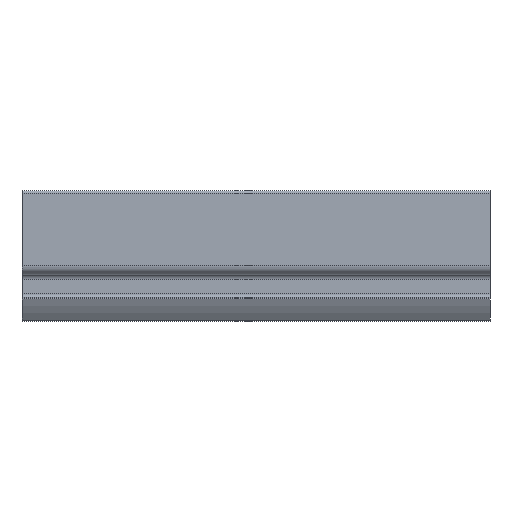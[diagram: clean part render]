
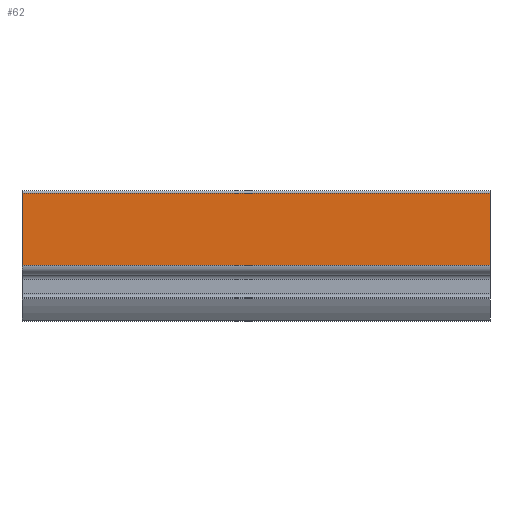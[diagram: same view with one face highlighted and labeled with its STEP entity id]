
A CAD part, left-side view. The second image highlights one B-rep face of the part: STEP entity #62.
In plain terms, the highlighted planar face has unit normal (-1, 0, 0).
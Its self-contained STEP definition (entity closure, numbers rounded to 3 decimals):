
#62 = ADVANCED_FACE( '', ( #146 ), #147, .T. );
#146 = FACE_OUTER_BOUND( '', #249, .T. );
#147 = PLANE( '', #250 );
#249 = EDGE_LOOP( '', ( #361, #362, #363, #364 ) );
#250 = AXIS2_PLACEMENT_3D( '', #365, #366, #367 );
#361 = ORIENTED_EDGE( '', *, *, #660, .F. );
#362 = ORIENTED_EDGE( '', *, *, #661, .F. );
#363 = ORIENTED_EDGE( '', *, *, #662, .T. );
#364 = ORIENTED_EDGE( '', *, *, #663, .T. );
#365 = CARTESIAN_POINT( '', ( -8.2, 100., 13.4 ) );
#366 = DIRECTION( '', ( -1., 0., 0. ) );
#367 = DIRECTION( '', ( 0., 0., 1. ) );
#660 = EDGE_CURVE( '', #794, #795, #796, .T. );
#661 = EDGE_CURVE( '', #797, #794, #798, .T. );
#662 = EDGE_CURVE( '', #797, #799, #800, .T. );
#663 = EDGE_CURVE( '', #799, #795, #801, .T. );
#794 = VERTEX_POINT( '', #988 );
#795 = VERTEX_POINT( '', #989 );
#796 = LINE( '', #990, #991 );
#797 = VERTEX_POINT( '', #992 );
#798 = LINE( '', #993, #994 );
#799 = VERTEX_POINT( '', #995 );
#800 = LINE( '', #996, #997 );
#801 = LINE( '', #998, #999 );
#988 = CARTESIAN_POINT( '', ( -8.2, 0., 13.4 ) );
#989 = CARTESIAN_POINT( '', ( -8.2, 0., -2. ) );
#990 = CARTESIAN_POINT( '', ( -8.2, 0., 13.4 ) );
#991 = VECTOR( '', #1198, 1000. );
#992 = CARTESIAN_POINT( '', ( -8.2, 100., 13.4 ) );
#993 = CARTESIAN_POINT( '', ( -8.2, 100., 13.4 ) );
#994 = VECTOR( '', #1199, 1000. );
#995 = CARTESIAN_POINT( '', ( -8.2, 100., -2. ) );
#996 = CARTESIAN_POINT( '', ( -8.2, 100., 13.4 ) );
#997 = VECTOR( '', #1200, 1000. );
#998 = CARTESIAN_POINT( '', ( -8.2, 100., -2. ) );
#999 = VECTOR( '', #1201, 1000. );
#1198 = DIRECTION( '', ( 0., 0., -1. ) );
#1199 = DIRECTION( '', ( 0., -1., 0. ) );
#1200 = DIRECTION( '', ( 0., 0., -1. ) );
#1201 = DIRECTION( '', ( 0., -1., 0. ) );
